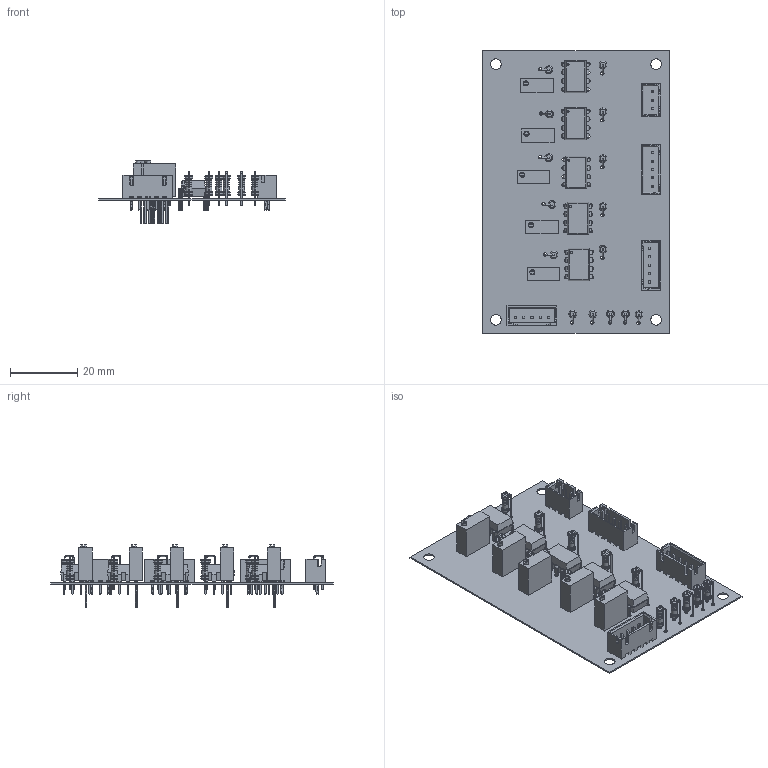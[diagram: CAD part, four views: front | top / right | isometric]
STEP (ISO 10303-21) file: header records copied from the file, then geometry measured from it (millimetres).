
FILE_DESCRIPTION(('Open CASCADE Model'),'2;1');
FILE_NAME('Open CASCADE Shape Model','2022-07-11T14:49:52',('Author'),( 'Open CASCADE'),'Open CASCADE STEP processor 6.8','Open CASCADE 6.8' ,'Unknown');
FILE_SCHEMA(('AUTOMOTIVE_DESIGN { 1 0 10303 214 1 1 1 1 }'));
Length unit declared in the file: millimetre
Products named in the file (38): PCB; Board; Open CASCADE STEP translator 6.8 3.1.1; U4.5; TL082IP; U4.4; U4.3; U4.2; U4.1; R4.20; Resistor_TH_vertical_2,54; R4.19; 3290W001; 3290W; R4.18; R4.17; R4.16; R4.15; R4.14; R4.13; R4.12; R4.11; R4.10; R4.9; R4.8; R4.7; R4.6; R4.5; R4.4; R4.3; R4.2; R4.1; J4.4; B3B-XH-A-LF--SN---3DModel-STEP-418109; J4.3; B5B-XH-A-LF--SN---3DModel-STEP-418109; J4.2; J4.1
Assembly tree (61 placements, depth 4):
  PCB
    Board
      Open CASCADE STEP translator 6.8 3.1.1
    U4.5
      TL082IP
    U4.4
      TL082IP
    U4.3
      TL082IP
    U4.2
      TL082IP
    U4.1
      TL082IP
    R4.20
      Resistor_TH_vertical_2,54
    R4.19
      3290W001
        3290W
    R4.18
      Resistor_TH_vertical_2,54
    R4.17
      3290W001
        3290W
    R4.16
      Resistor_TH_vertical_2,54
    R4.15
      3290W001
        3290W
    R4.14
      Resistor_TH_vertical_2,54
    R4.13
      3290W001
        3290W
    R4.12
      Resistor_TH_vertical_2,54
    R4.11
      3290W001
        3290W
    R4.10
      Resistor_TH_vertical_2,54
    R4.9
      Resistor_TH_vertical_2,54
    R4.8
      Resistor_TH_vertical_2,54
    R4.7
      Resistor_TH_vertical_2,54
    R4.6
      Resistor_TH_vertical_2,54
    R4.5
      Resistor_TH_vertical_2,54
    R4.4
      Resistor_TH_vertical_2,54
    R4.3
      Resistor_TH_vertical_2,54
    R4.2
      Resistor_TH_vertical_2,54
    R4.1
      Resistor_TH_vertical_2,54
    J4.4
      B3B-XH-A-LF--SN---3DModel-STEP-418109
Bounding box: 55.75 x 84.25 x 18.78 mm (x, y, z)
Volume: 6300.2 mm3; surface area: 17170.7 mm2
Topology: 93 solids, 103 shells, 2445 faces, 5799 edges, 3730 vertices
Faces by surface type: plane 1591, cylinder 494, bspline 240, torus 120
Full cylindrical faces by diameter (mm): 0.35 x60, 1 x103, 1.8 x45, 1.802 x30, 2.3 x30, 2.302 x30, 3.2 x4
Entity records: 25665 total; most frequent: CARTESIAN_POINT 4612, ORIENTED_EDGE 3762, DIRECTION 3761, EDGE_CURVE 1881, LINE 1429, VECTOR 1429, VERTEX_POINT 1214, AXIS2_PLACEMENT_3D 1166
